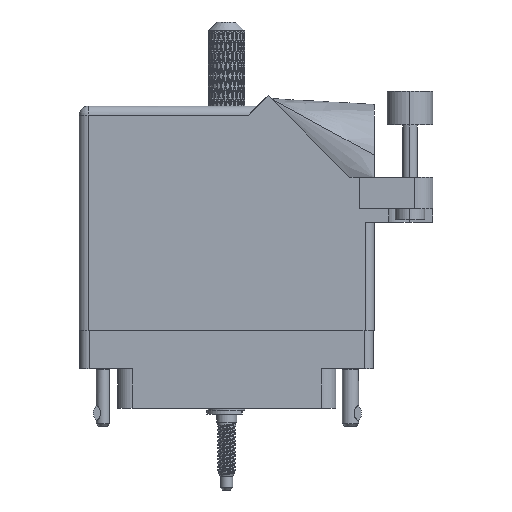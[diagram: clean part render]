
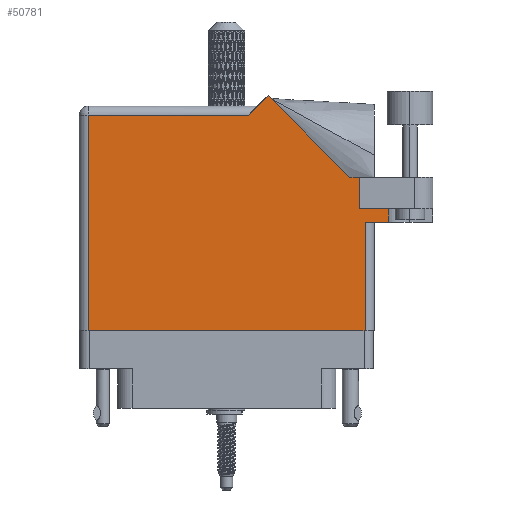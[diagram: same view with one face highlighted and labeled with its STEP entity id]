
A CAD part, front view. The second image highlights one B-rep face of the part: STEP entity #50781.
In plain terms, the highlighted face is planar.
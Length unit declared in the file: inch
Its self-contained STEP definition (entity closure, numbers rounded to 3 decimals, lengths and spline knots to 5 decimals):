
#3901 = VECTOR ( 'NONE', #42228, 39.37008 ) ;
#5362 = DIRECTION ( 'NONE',  ( -0.707, 0.707, 0. ) ) ;
#6429 = VECTOR ( 'NONE', #51972, 39.37008 ) ;
#6683 = EDGE_CURVE ( 'NONE', #106712, #51883, #92271, .T. ) ;
#6759 = CARTESIAN_POINT ( 'NONE',  ( 2.1115, 1.16177, 0. ) ) ;
#8477 = VECTOR ( 'NONE', #93619, 39.37008 ) ;
#11681 = ORIENTED_EDGE ( 'NONE', *, *, #102712, .T. ) ;
#12186 = VECTOR ( 'NONE', #94081, 39.37008 ) ;
#13150 = ORIENTED_EDGE ( 'NONE', *, *, #33431, .T. ) ;
#13669 = DIRECTION ( 'NONE',  ( -1., 0., 0. ) ) ;
#14948 = VERTEX_POINT ( 'NONE', #88186 ) ;
#14994 = EDGE_CURVE ( 'NONE', #91444, #14948, #16755, .T. ) ;
#15555 = ORIENTED_EDGE ( 'NONE', *, *, #104325, .F. ) ;
#16178 = ORIENTED_EDGE ( 'NONE', *, *, #6683, .T. ) ;
#16365 = LINE ( 'NONE', #21675, #112888 ) ;
#16755 = LINE ( 'NONE', #86633, #23665 ) ;
#18047 = CARTESIAN_POINT ( 'NONE',  ( 2.01, 0.737, 0. ) ) ;
#18369 = FACE_OUTER_BOUND ( 'NONE', #107570, .T. ) ;
#19203 = CARTESIAN_POINT ( 'NONE',  ( 0., 0., 0. ) ) ;
#19251 = EDGE_CURVE ( 'NONE', #35403, #82218, #101040, .T. ) ;
#20381 = CARTESIAN_POINT ( 'NONE',  ( 0.062, 0., 0. ) ) ;
#20701 = ORIENTED_EDGE ( 'NONE', *, *, #19251, .T. ) ;
#21235 = ORIENTED_EDGE ( 'NONE', *, *, #98397, .T. ) ;
#21675 = CARTESIAN_POINT ( 'NONE',  ( 1.84442, 1.044, 0. ) ) ;
#23665 = VECTOR ( 'NONE', #26515, 39.37008 ) ;
#26309 = LINE ( 'NONE', #20381, #48387 ) ;
#26515 = DIRECTION ( 'NONE',  ( 0., 1., 0. ) ) ;
#26794 = CARTESIAN_POINT ( 'NONE',  ( 2.1115, 0.737, 0. ) ) ;
#28421 = CARTESIAN_POINT ( 'NONE',  ( 1.948, 0., 0. ) ) ;
#31054 = CARTESIAN_POINT ( 'NONE',  ( 0., 1.53, 0. ) ) ;
#31449 = PLANE ( 'NONE',  #83207 ) ;
#31998 = LINE ( 'NONE', #102785, #8477 ) ;
#32408 = VERTEX_POINT ( 'NONE', #50219 ) ;
#32914 = ORIENTED_EDGE ( 'NONE', *, *, #52255, .T. ) ;
#33135 = EDGE_CURVE ( 'NONE', #91444, #104308, #85368, .T. ) ;
#33431 = EDGE_CURVE ( 'NONE', #32408, #86838, #16365, .T. ) ;
#35403 = VERTEX_POINT ( 'NONE', #90682 ) ;
#39306 = VERTEX_POINT ( 'NONE', #28421 ) ;
#42228 = DIRECTION ( 'NONE',  ( 1., 0., 0. ) ) ;
#43371 = EDGE_CURVE ( 'NONE', #82218, #70993, #26309, .T. ) ;
#44923 = ORIENTED_EDGE ( 'NONE', *, *, #33135, .F. ) ;
#45019 = CARTESIAN_POINT ( 'NONE',  ( 1.91, 0.831, 0. ) ) ;
#45523 = DIRECTION ( 'NONE',  ( 1., 0., 0. ) ) ;
#48387 = VECTOR ( 'NONE', #82056, 39.37008 ) ;
#48538 = CARTESIAN_POINT ( 'NONE',  ( 1.948, 0.737, 0. ) ) ;
#50219 = CARTESIAN_POINT ( 'NONE',  ( 1.84442, 1.044, 0. ) ) ;
#50475 = ORIENTED_EDGE ( 'NONE', *, *, #43371, .T. ) ;
#50781 = ADVANCED_FACE ( 'NONE', ( #18369 ), #31449, .F. ) ;
#51883 = VERTEX_POINT ( 'NONE', #26794 ) ;
#51972 = DIRECTION ( 'NONE',  ( 0., -1., 0. ) ) ;
#52255 = EDGE_CURVE ( 'NONE', #39306, #106712, #31998, .T. ) ;
#54281 = CARTESIAN_POINT ( 'NONE',  ( 0., 1.468, 0. ) ) ;
#58694 = CARTESIAN_POINT ( 'NONE',  ( 2.41, 1.044, 0. ) ) ;
#58856 = CARTESIAN_POINT ( 'NONE',  ( 1.217, 1.53, 0. ) ) ;
#58907 = VECTOR ( 'NONE', #80899, 39.37008 ) ;
#65848 = LINE ( 'NONE', #6759, #6429 ) ;
#66347 = CARTESIAN_POINT ( 'NONE',  ( 0.062, 0., 0. ) ) ;
#66566 = DIRECTION ( 'NONE',  ( 0., 0., -1. ) ) ;
#68980 = VECTOR ( 'NONE', #95359, 39.37008 ) ;
#70993 = VERTEX_POINT ( 'NONE', #66347 ) ;
#71576 = DIRECTION ( 'NONE',  ( -1., 0., 0. ) ) ;
#73874 = CARTESIAN_POINT ( 'NONE',  ( 0.062, 1.468, 0. ) ) ;
#77710 = VECTOR ( 'NONE', #71576, 39.37008 ) ;
#78623 = LINE ( 'NONE', #58856, #68980 ) ;
#80899 = DIRECTION ( 'NONE',  ( 1., 0., 0. ) ) ;
#82056 = DIRECTION ( 'NONE',  ( 0., -1., 0. ) ) ;
#82218 = VERTEX_POINT ( 'NONE', #73874 ) ;
#82342 = LINE ( 'NONE', #19203, #58907 ) ;
#83207 = AXIS2_PLACEMENT_3D ( 'NONE', #31054, #66566, #13669 ) ;
#84072 = LINE ( 'NONE', #58694, #12186 ) ;
#85368 = LINE ( 'NONE', #94167, #3901 ) ;
#86633 = CARTESIAN_POINT ( 'NONE',  ( 1.91, 0.831, 0. ) ) ;
#86838 = VERTEX_POINT ( 'NONE', #103621 ) ;
#88186 = CARTESIAN_POINT ( 'NONE',  ( 1.91, 1.044, 0. ) ) ;
#90682 = CARTESIAN_POINT ( 'NONE',  ( 1.155, 1.468, 0. ) ) ;
#91444 = VERTEX_POINT ( 'NONE', #45019 ) ;
#92271 = LINE ( 'NONE', #18047, #112907 ) ;
#93619 = DIRECTION ( 'NONE',  ( 0., 1., 0. ) ) ;
#94081 = DIRECTION ( 'NONE',  ( -1., 0., 0. ) ) ;
#94167 = CARTESIAN_POINT ( 'NONE',  ( 1.91, 0.831, 0. ) ) ;
#95359 = DIRECTION ( 'NONE',  ( -0.707, -0.707, 0. ) ) ;
#96540 = ORIENTED_EDGE ( 'NONE', *, *, #14994, .T. ) ;
#98020 = ORIENTED_EDGE ( 'NONE', *, *, #106505, .T. ) ;
#98397 = EDGE_CURVE ( 'NONE', #70993, #39306, #82342, .T. ) ;
#101040 = LINE ( 'NONE', #54281, #77710 ) ;
#102712 = EDGE_CURVE ( 'NONE', #14948, #32408, #84072, .T. ) ;
#102785 = CARTESIAN_POINT ( 'NONE',  ( 1.948, 0.737, 0. ) ) ;
#103539 = CARTESIAN_POINT ( 'NONE',  ( 2.1115, 0.831, 0. ) ) ;
#103621 = CARTESIAN_POINT ( 'NONE',  ( 1.28771, 1.60071, 0. ) ) ;
#104308 = VERTEX_POINT ( 'NONE', #103539 ) ;
#104325 = EDGE_CURVE ( 'NONE', #104308, #51883, #65848, .T. ) ;
#106505 = EDGE_CURVE ( 'NONE', #86838, #35403, #78623, .T. ) ;
#106712 = VERTEX_POINT ( 'NONE', #48538 ) ;
#107570 = EDGE_LOOP ( 'NONE', ( #21235, #32914, #16178, #15555, #44923, #96540, #11681, #13150, #98020, #20701, #50475 ) ) ;
#112888 = VECTOR ( 'NONE', #5362, 39.37008 ) ;
#112907 = VECTOR ( 'NONE', #45523, 39.37008 ) ;
